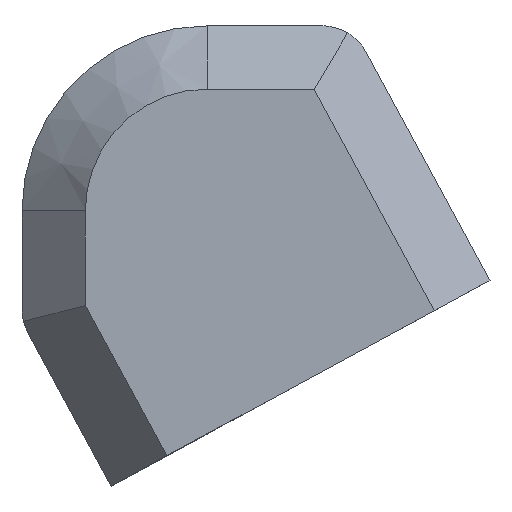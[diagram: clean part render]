
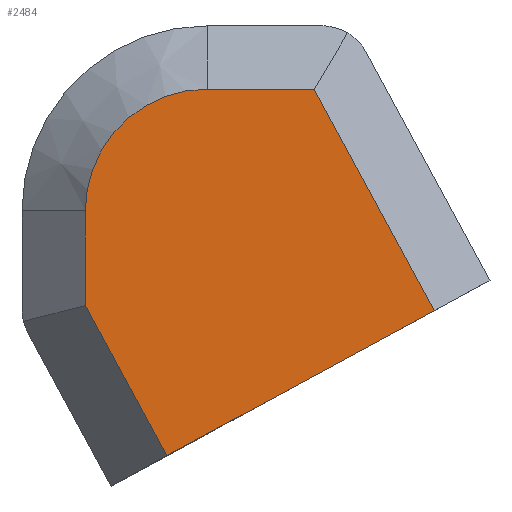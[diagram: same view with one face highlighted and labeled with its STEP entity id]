
A CAD part, top view. The second image highlights one B-rep face of the part: STEP entity #2484.
In plain terms, the highlighted face is planar.
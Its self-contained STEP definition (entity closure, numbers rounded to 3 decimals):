
#112=CIRCLE('',#2633,9.6);
#333=FACE_OUTER_BOUND('',#477,.T.);
#477=EDGE_LOOP('',(#2266,#2267,#2268,#2269,#2270,#2271));
#583=LINE('',#3910,#827);
#676=LINE('',#4265,#920);
#678=LINE('',#4269,#922);
#686=LINE('',#4289,#930);
#688=LINE('',#4292,#932);
#827=VECTOR('',#2882,10.);
#920=VECTOR('',#3137,10.);
#922=VECTOR('',#3141,10.);
#930=VECTOR('',#3159,10.);
#932=VECTOR('',#3163,10.);
#1071=VERTEX_POINT('',#3907);
#1072=VERTEX_POINT('',#3909);
#1171=VERTEX_POINT('',#4264);
#1172=VERTEX_POINT('',#4268);
#1178=VERTEX_POINT('',#4286);
#1179=VERTEX_POINT('',#4288);
#1348=EDGE_CURVE('',#1071,#1072,#583,.T.);
#1490=EDGE_CURVE('',#1171,#1072,#676,.T.);
#1492=EDGE_CURVE('',#1172,#1171,#678,.T.);
#1502=EDGE_CURVE('',#1179,#1178,#686,.T.);
#1504=EDGE_CURVE('',#1071,#1179,#688,.T.);
#1507=EDGE_CURVE('',#1178,#1172,#112,.T.);
#2266=ORIENTED_EDGE('',*,*,#1504,.T.);
#2267=ORIENTED_EDGE('',*,*,#1502,.T.);
#2268=ORIENTED_EDGE('',*,*,#1507,.T.);
#2269=ORIENTED_EDGE('',*,*,#1492,.T.);
#2270=ORIENTED_EDGE('',*,*,#1490,.T.);
#2271=ORIENTED_EDGE('',*,*,#1348,.F.);
#2349=PLANE('',#2685);
#2484=ADVANCED_FACE('',(#333),#2349,.F.);
#2633=AXIS2_PLACEMENT_3D('',#4296,#3169,#3170);
#2685=AXIS2_PLACEMENT_3D('',#4398,#3305,#3306);
#2882=DIRECTION('',(0.879,-0.477,0.));
#3137=DIRECTION('',(-0.477,-0.879,0.));
#3141=DIRECTION('',(0.,-1.,0.));
#3159=DIRECTION('',(1.,0.,0.));
#3163=DIRECTION('',(0.477,0.879,0.));
#3169=DIRECTION('center_axis',(0.,0.,-1.));
#3170=DIRECTION('ref_axis',(1.,0.,0.));
#3305=DIRECTION('center_axis',(0.,0.,1.));
#3306=DIRECTION('ref_axis',(1.,0.,0.));
#3907=CARTESIAN_POINT('',(32.376,84.828,-10.));
#3909=CARTESIAN_POINT('',(53.471,73.382,-10.));
#3910=CARTESIAN_POINT('',(27.981,87.213,-10.));
#4264=CARTESIAN_POINT('',(59.9,85.231,-10.));
#4265=CARTESIAN_POINT('',(55.976,77.999,-10.));
#4268=CARTESIAN_POINT('',(59.9,92.7,-10.));
#4269=CARTESIAN_POINT('',(59.9,86.555,-10.));
#4286=CARTESIAN_POINT('',(50.3,102.3,-10.));
#4288=CARTESIAN_POINT('',(41.856,102.3,-10.));
#4289=CARTESIAN_POINT('',(48.37,102.3,-10.));
#4292=CARTESIAN_POINT('',(40.331,99.489,-10.));
#4296=CARTESIAN_POINT('Origin',(50.3,92.7,-10.));
#4398=CARTESIAN_POINT('Origin',(46.441,89.149,-10.));
